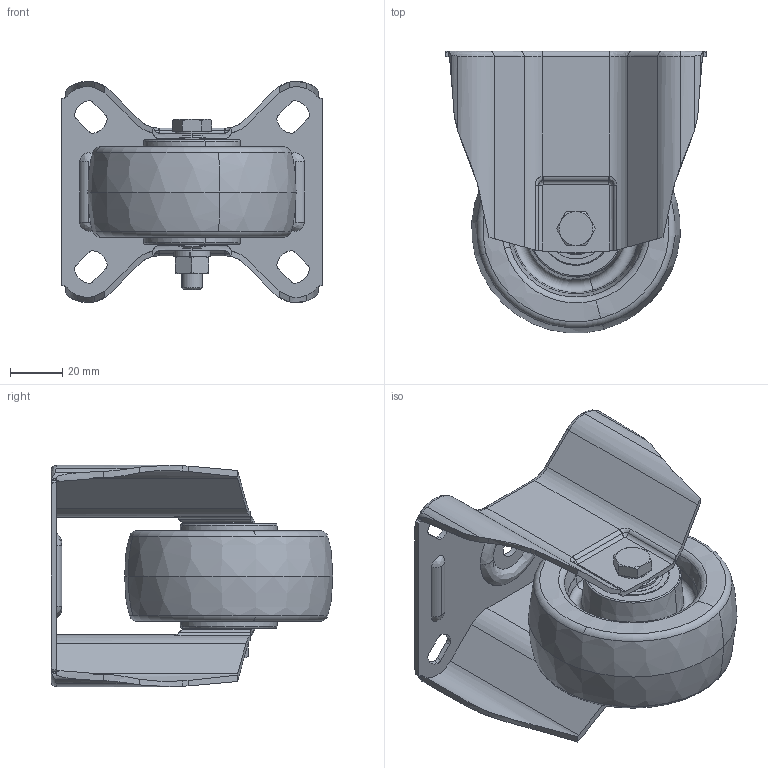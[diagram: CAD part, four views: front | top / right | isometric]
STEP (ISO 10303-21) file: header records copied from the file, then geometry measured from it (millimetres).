
FILE_DESCRIPTION (( 'STEP AP214' ), '1' );
FILE_NAME ('0029894_B-MV-EPUK-080-K_(A-02).step', '2019-10-10T09:57:30', ( '' ), ( '' ), 'SwSTEP 2.0', 'SolidWorks 2018', '' );
FILE_SCHEMA (( 'AUTOMOTIVE_DESIGN' ));
Length unit declared in the file: millimetre
Products named in the file (1): 0029894_B-MV-EPUK-080-K_(A-02)
Bounding box: 100 x 107.87 x 84.8 mm (x, y, z)
Surface area: 104230.7 mm2 (no closed solid volume)
Topology: 0 solids, 22 shells, 733 faces, 1865 edges, 1181 vertices
Faces by surface type: cylinder 220, torus 162, plane 139, bspline 108, cone 104
Entity records: 36158 total; most frequent: CARTESIAN_POINT 11439, ORIENTED_EDGE 3712, DIRECTION 3143, EDGE_CURVE 1864, AXIS2_PLACEMENT_3D 1371, VERTEX_POINT 1181, EDGE_LOOP 788, UNCERTAINTY_MEASURE_WITH_UNIT 754
